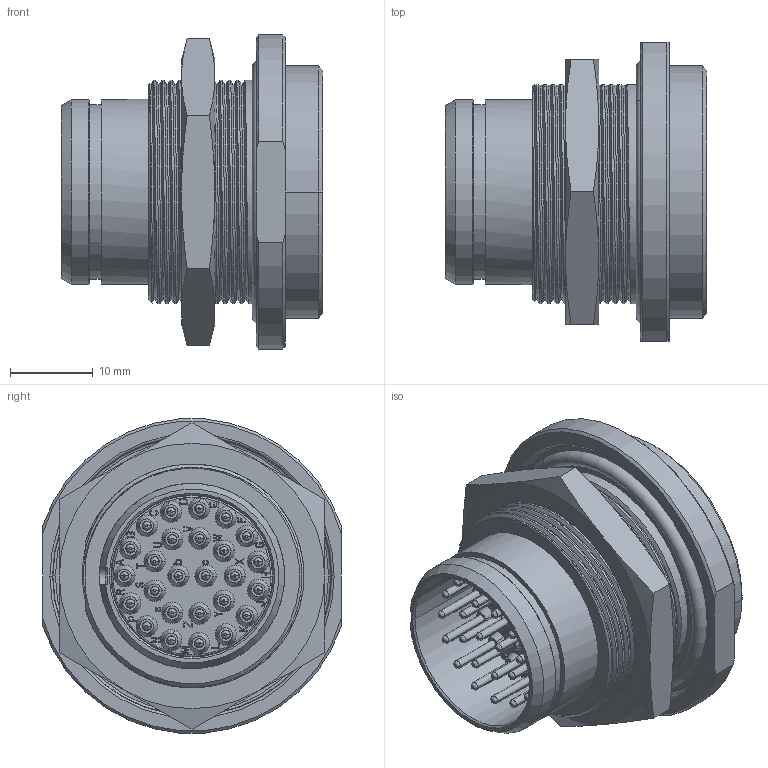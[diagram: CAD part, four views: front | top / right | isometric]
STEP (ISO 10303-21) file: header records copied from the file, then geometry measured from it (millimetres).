
FILE_DESCRIPTION((''),'2;1');
FILE_NAME('1332EVR426MS','2024-07-26T14:04:07',('paultorloting'),('NET AG system integration'),'CREO PARAMETRIC BY PTC INC, 2021404','CREO PARAMETRIC BY PTC INC, 2021404','');
FILE_SCHEMA(('AUTOMOTIVE_DESIGN { 1 0 10303 214 1 1 1 1 }'));
Products named in the file (1): 1332EVR426MS
Bounding box: 31.5 x 36 x 37.87 mm (x, y, z)
Volume: 10968.1 mm3; surface area: 13744 mm2
Topology: 1 solids, 2 shells, 3246 faces, 8835 edges, 5674 vertices
Faces by surface type: plane 1615, cylinder 1093, bspline 271, cone 136, torus 131
Entity records: 139196 total; most frequent: CARTESIAN_POINT 40458, ORIENTED_EDGE 17670, DIRECTION 15302, EDGE_CURVE 8835, VERTEX_POINT 5674, AXIS2_PLACEMENT_3D 5437, VECTOR 4425, LINE 4425
